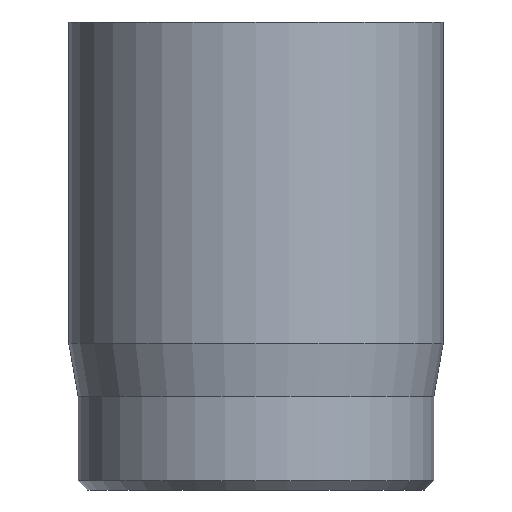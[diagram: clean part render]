
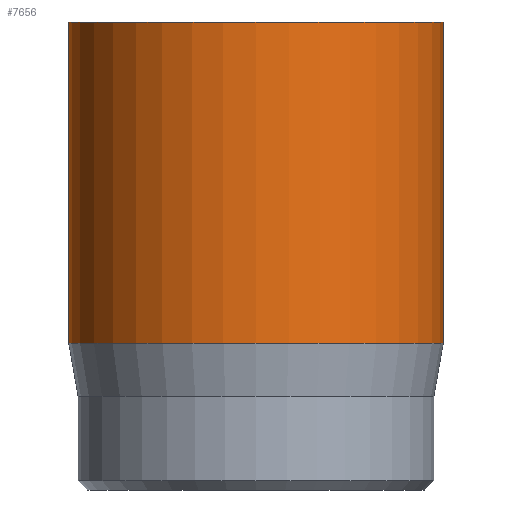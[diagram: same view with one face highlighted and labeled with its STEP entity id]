
A CAD part, front view. The second image highlights one B-rep face of the part: STEP entity #7656.
In plain terms, the highlighted cylindrical face has radius 2 mm (diameter 4 mm), a full revolution.
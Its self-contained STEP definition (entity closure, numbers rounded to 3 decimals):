
#31=CYLINDRICAL_SURFACE('',#7969,2.);
#44=CIRCLE('',#7947,2.);
#54=CIRCLE('',#7967,2.);
#55=CIRCLE('',#7968,2.);
#1059=FACE_OUTER_BOUND('',#1530,.T.);
#1530=EDGE_LOOP('',(#6919,#6920,#6921,#6922,#6923));
#2240=LINE('',#13861,#2956);
#2956=VECTOR('',#9171,2.);
#3677=VERTEX_POINT('',#13820);
#3687=VERTEX_POINT('',#13855);
#3688=VERTEX_POINT('',#13856);
#4756=EDGE_CURVE('',#3677,#3677,#44,.T.);
#4771=EDGE_CURVE('',#3687,#3688,#54,.T.);
#4772=EDGE_CURVE('',#3688,#3687,#55,.T.);
#4774=EDGE_CURVE('',#3677,#3687,#2240,.T.);
#6919=ORIENTED_EDGE('',*,*,#4756,.T.);
#6920=ORIENTED_EDGE('',*,*,#4774,.T.);
#6921=ORIENTED_EDGE('',*,*,#4771,.T.);
#6922=ORIENTED_EDGE('',*,*,#4772,.T.);
#6923=ORIENTED_EDGE('',*,*,#4774,.F.);
#7656=ADVANCED_FACE('',(#1059),#31,.T.);
#7947=AXIS2_PLACEMENT_3D('',#13821,#9119,#9120);
#7967=AXIS2_PLACEMENT_3D('',#13857,#9164,#9165);
#7968=AXIS2_PLACEMENT_3D('',#13858,#9166,#9167);
#7969=AXIS2_PLACEMENT_3D('',#13860,#9169,#9170);
#9119=DIRECTION('center_axis',(0.,0.,-1.));
#9120=DIRECTION('ref_axis',(-1.,0.,0.));
#9164=DIRECTION('center_axis',(0.,0.,1.));
#9165=DIRECTION('ref_axis',(-1.,0.,0.));
#9166=DIRECTION('center_axis',(0.,0.,1.));
#9167=DIRECTION('ref_axis',(-1.,0.,0.));
#9169=DIRECTION('center_axis',(0.,0.,1.));
#9170=DIRECTION('ref_axis',(-1.,0.,0.));
#9171=DIRECTION('',(0.,0.,-1.));
#13820=CARTESIAN_POINT('',(2.,0.,5.));
#13821=CARTESIAN_POINT('Origin',(0.,0.,5.));
#13855=CARTESIAN_POINT('',(2.,0.,1.567));
#13856=CARTESIAN_POINT('',(-2.,0.,1.567));
#13857=CARTESIAN_POINT('Origin',(0.,0.,1.567));
#13858=CARTESIAN_POINT('Origin',(0.,0.,1.567));
#13860=CARTESIAN_POINT('Origin',(0.,0.,0.));
#13861=CARTESIAN_POINT('',(2.,0.,0.));
